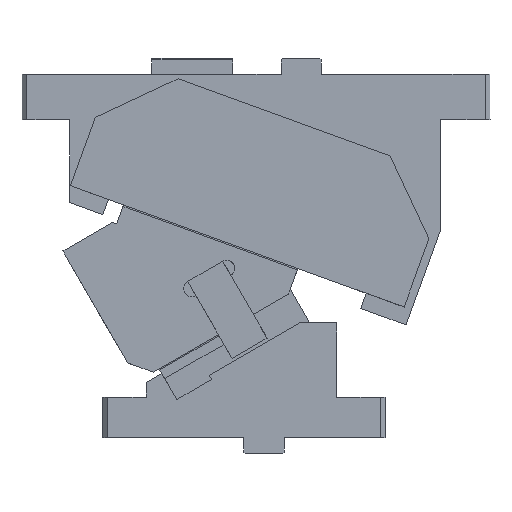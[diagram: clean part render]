
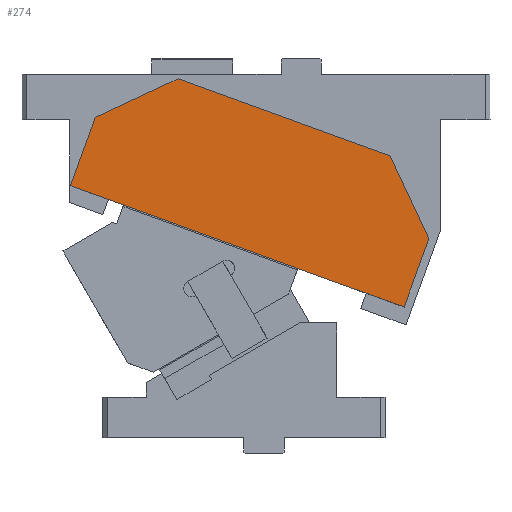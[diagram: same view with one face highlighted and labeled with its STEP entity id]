
A CAD part, left-side view. The second image highlights one B-rep face of the part: STEP entity #274.
In plain terms, the highlighted planar face has unit normal (-1, 0, 0).
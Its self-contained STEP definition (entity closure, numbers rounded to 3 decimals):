
#101=CARTESIAN_POINT('Vertex',(297.312,523.037,-68.892)) ;
#106=CARTESIAN_POINT('Line Origine',(297.312,515.341,-47.749)) ;
#110=CARTESIAN_POINT('Vertex',(297.312,507.646,-26.606)) ;
#137=CARTESIAN_POINT('Line Origine',(297.312,482.012,-14.652)) ;
#141=CARTESIAN_POINT('Vertex',(297.312,456.378,-2.699)) ;
#168=CARTESIAN_POINT('Line Origine',(297.312,390.599,-26.64)) ;
#172=CARTESIAN_POINT('Vertex',(297.312,324.821,-50.582)) ;
#203=CARTESIAN_POINT('Vertex',(297.312,300.914,-101.85)) ;
#213=CARTESIAN_POINT('Line Origine',(297.312,312.867,-76.216)) ;
#230=CARTESIAN_POINT('Line Origine',(297.312,308.609,-122.993)) ;
#234=CARTESIAN_POINT('Vertex',(297.312,316.305,-144.136)) ;
#256=CARTESIAN_POINT('Axis2P3D Location',(297.312,406.664,-70.777)) ;
#261=CARTESIAN_POINT('Line Origine',(297.312,419.671,-106.514)) ;
#107=DIRECTION('Vector Direction',(0.,0.342,-0.94)) ;
#138=DIRECTION('Vector Direction',(0.,0.906,-0.423)) ;
#169=DIRECTION('Vector Direction',(0.,0.94,0.342)) ;
#214=DIRECTION('Vector Direction',(0.,0.423,0.906)) ;
#231=DIRECTION('Vector Direction',(0.,-0.342,0.94)) ;
#257=DIRECTION('Axis2P3D Direction',(1.,0.,-0.)) ;
#258=DIRECTION('Axis2P3D XDirection',(0.,0.94,0.342)) ;
#262=DIRECTION('Vector Direction',(0.,-0.94,-0.342)) ;
#259=AXIS2_PLACEMENT_3D('Plane Axis2P3D',#256,#257,#258) ;
#267=ORIENTED_EDGE('',*,*,#143,.T.) ;
#268=ORIENTED_EDGE('',*,*,#112,.T.) ;
#269=ORIENTED_EDGE('',*,*,#265,.T.) ;
#270=ORIENTED_EDGE('',*,*,#236,.T.) ;
#271=ORIENTED_EDGE('',*,*,#217,.T.) ;
#272=ORIENTED_EDGE('',*,*,#174,.T.) ;
#108=VECTOR('Line Direction',#107,1.) ;
#139=VECTOR('Line Direction',#138,1.) ;
#170=VECTOR('Line Direction',#169,1.) ;
#215=VECTOR('Line Direction',#214,1.) ;
#232=VECTOR('Line Direction',#231,1.) ;
#263=VECTOR('Line Direction',#262,1.) ;
#274=ADVANCED_FACE('CAM HOLDER',(#273),#260,.F.) ;
#112=EDGE_CURVE('',#111,#102,#109,.T.) ;
#143=EDGE_CURVE('',#142,#111,#140,.T.) ;
#174=EDGE_CURVE('',#173,#142,#171,.T.) ;
#217=EDGE_CURVE('',#204,#173,#216,.T.) ;
#236=EDGE_CURVE('',#235,#204,#233,.T.) ;
#265=EDGE_CURVE('',#102,#235,#264,.T.) ;
#266=EDGE_LOOP('',(#267,#268,#269,#270,#271,#272)) ;
#273=FACE_OUTER_BOUND('',#266,.T.) ;
#109=LINE('Line',#106,#108) ;
#140=LINE('Line',#137,#139) ;
#171=LINE('Line',#168,#170) ;
#216=LINE('Line',#213,#215) ;
#233=LINE('Line',#230,#232) ;
#264=LINE('Line',#261,#263) ;
#260=PLANE('Plane',#259) ;
#102=VERTEX_POINT('',#101) ;
#111=VERTEX_POINT('',#110) ;
#142=VERTEX_POINT('',#141) ;
#173=VERTEX_POINT('',#172) ;
#204=VERTEX_POINT('',#203) ;
#235=VERTEX_POINT('',#234) ;
